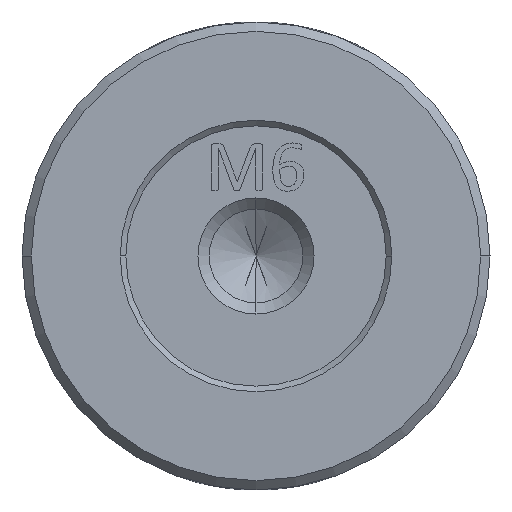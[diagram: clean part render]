
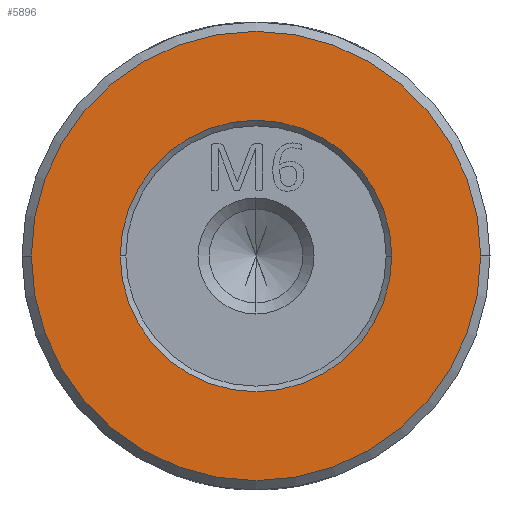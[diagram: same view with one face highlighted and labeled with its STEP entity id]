
A CAD part, left-side view. The second image highlights one B-rep face of the part: STEP entity #5896.
In plain terms, the highlighted planar face has unit normal (-1, 0, 0).
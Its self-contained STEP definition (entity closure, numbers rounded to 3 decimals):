
#69 = DIRECTION ( 'NONE',  ( 0., -1., 0. ) ) ;
#110 = CIRCLE ( 'NONE', #1883, 12. ) ;
#547 = CARTESIAN_POINT ( 'NONE',  ( -49.16, 8.716, 5.873 ) ) ;
#893 = AXIS2_PLACEMENT_3D ( 'NONE', #2042, #6375, #6244 ) ;
#1180 = DIRECTION ( 'NONE',  ( 0., -1., 0. ) ) ;
#1242 = EDGE_CURVE ( 'NONE', #2007, #2214, #110, .T. ) ;
#1350 = ORIENTED_EDGE ( 'NONE', *, *, #10826, .T. ) ;
#1696 = DIRECTION ( 'NONE',  ( 0., -1., 0. ) ) ;
#1883 = AXIS2_PLACEMENT_3D ( 'NONE', #2593, #6856, #1696 ) ;
#2007 = VERTEX_POINT ( 'NONE', #5317 ) ;
#2042 = CARTESIAN_POINT ( 'NONE',  ( -49.16, 20.716, 5.873 ) ) ;
#2214 = VERTEX_POINT ( 'NONE', #547 ) ;
#2562 = VERTEX_POINT ( 'NONE', #10863 ) ;
#2593 = CARTESIAN_POINT ( 'NONE',  ( -49.16, 20.716, 5.873 ) ) ;
#3315 = CARTESIAN_POINT ( 'NONE',  ( -49.16, 27.966, 5.873 ) ) ;
#3384 = AXIS2_PLACEMENT_3D ( 'NONE', #6413, #9503, #69 ) ;
#3750 = DIRECTION ( 'NONE',  ( 0., -1., 0. ) ) ;
#4241 = FACE_OUTER_BOUND ( 'NONE', #4520, .T. ) ;
#4520 = EDGE_LOOP ( 'NONE', ( #12683, #1350 ) ) ;
#4698 = CIRCLE ( 'NONE', #8660, 7.25 ) ;
#4973 = DIRECTION ( 'NONE',  ( 1., 0., 0. ) ) ;
#5317 = CARTESIAN_POINT ( 'NONE',  ( -49.16, 32.716, 5.873 ) ) ;
#5794 = CIRCLE ( 'NONE', #3384, 7.25 ) ;
#5896 = ADVANCED_FACE ( 'NONE', ( #12696, #4241 ), #13517, .T. ) ;
#6244 = DIRECTION ( 'NONE',  ( 0., 1., 0. ) ) ;
#6375 = DIRECTION ( 'NONE',  ( -1., 0., 0. ) ) ;
#6413 = CARTESIAN_POINT ( 'NONE',  ( -49.16, 20.716, 5.873 ) ) ;
#6450 = EDGE_CURVE ( 'NONE', #2562, #8018, #5794, .T. ) ;
#6657 = ORIENTED_EDGE ( 'NONE', *, *, #9344, .T. ) ;
#6856 = DIRECTION ( 'NONE',  ( -1., 0., 0. ) ) ;
#6914 = DIRECTION ( 'NONE',  ( -1., 0., 0. ) ) ;
#7332 = CIRCLE ( 'NONE', #12362, 12. ) ;
#8018 = VERTEX_POINT ( 'NONE', #3315 ) ;
#8660 = AXIS2_PLACEMENT_3D ( 'NONE', #10193, #4973, #1180 ) ;
#9344 = EDGE_CURVE ( 'NONE', #8018, #2562, #4698, .T. ) ;
#9503 = DIRECTION ( 'NONE',  ( 1., 0., 0. ) ) ;
#10193 = CARTESIAN_POINT ( 'NONE',  ( -49.16, 20.716, 5.873 ) ) ;
#10405 = ORIENTED_EDGE ( 'NONE', *, *, #6450, .T. ) ;
#10826 = EDGE_CURVE ( 'NONE', #2214, #2007, #7332, .T. ) ;
#10863 = CARTESIAN_POINT ( 'NONE',  ( -49.16, 13.466, 5.873 ) ) ;
#10875 = EDGE_LOOP ( 'NONE', ( #10405, #6657 ) ) ;
#12362 = AXIS2_PLACEMENT_3D ( 'NONE', #12392, #6914, #3750 ) ;
#12392 = CARTESIAN_POINT ( 'NONE',  ( -49.16, 20.716, 5.873 ) ) ;
#12683 = ORIENTED_EDGE ( 'NONE', *, *, #1242, .T. ) ;
#12696 = FACE_BOUND ( 'NONE', #10875, .T. ) ;
#13517 = PLANE ( 'NONE',  #893 ) ;
